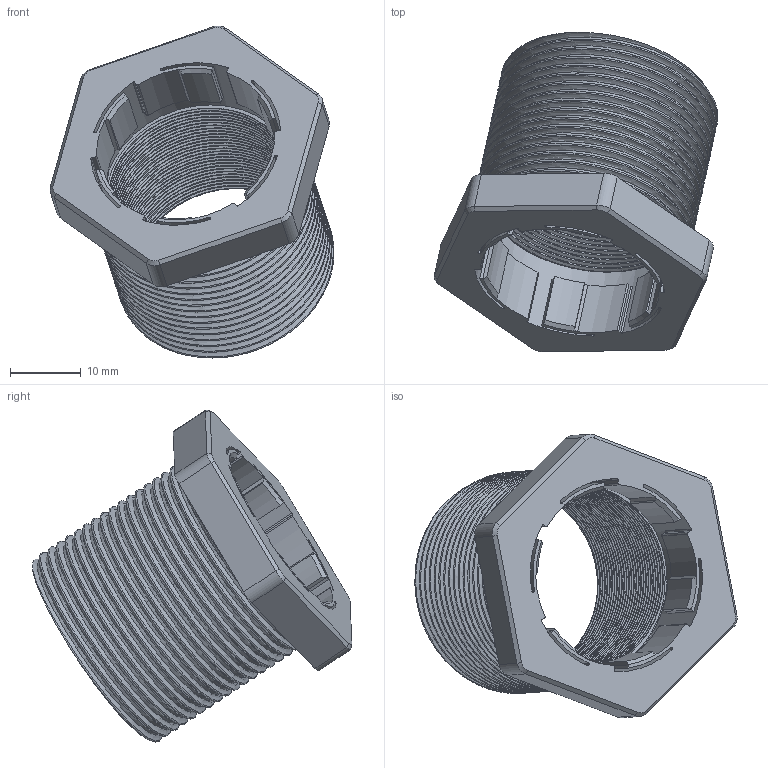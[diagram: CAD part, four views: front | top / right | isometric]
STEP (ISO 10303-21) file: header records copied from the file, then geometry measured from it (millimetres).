
FILE_DESCRIPTION(/* description */ (''),/* implementation_level */ '2;1');
FILE_NAME(/* name */ 'Old_eyepiece_tube_24.4wings_retol_3.step',/* time_stamp */ '2025-12-30T09:01:23+01:00',/* author */ (''),/* organization */ (''),/* preprocessor_version */ 'ST-DEVELOPER v20.1',/* originating_system */ 'Autodesk Translation Framework v14.21.0.0',/* authorisation */ '');
FILE_SCHEMA (('AUTOMOTIVE_DESIGN { 1 0 10303 214 3 1 1 }'));
Length unit declared in the file: millimetre
Products named in the file (1): Old_eyepiece_tube
Bounding box: 40.13 x 45.14 x 46.93 mm (x, y, z)
Volume: 7775.9 mm3; surface area: 10454.7 mm2
Topology: 1 solids, 1 shells, 200 faces, 576 edges, 380 vertices
Faces by surface type: cylinder 125, plane 58, cone 12, bspline 5
Full cylindrical faces by diameter (mm): 26.283 x27, 27.129 x27, 27.32 x1, 29.772 x16
Entity records: 18427 total; most frequent: CARTESIAN_POINT 13376, ORIENTED_EDGE 1152, DIRECTION 926, EDGE_CURVE 576, VERTEX_POINT 380, AXIS2_PLACEMENT_3D 324, LINE 278, VECTOR 278
